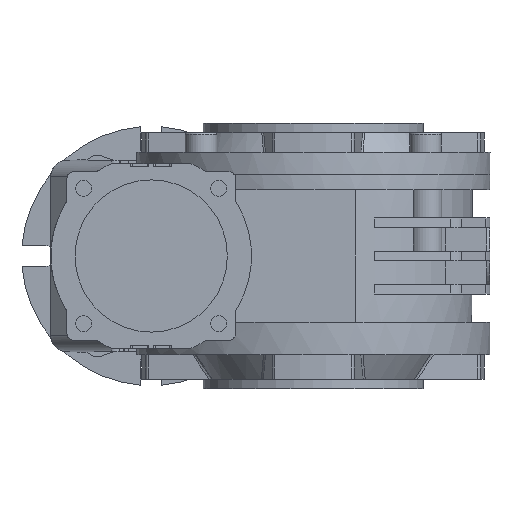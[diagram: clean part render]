
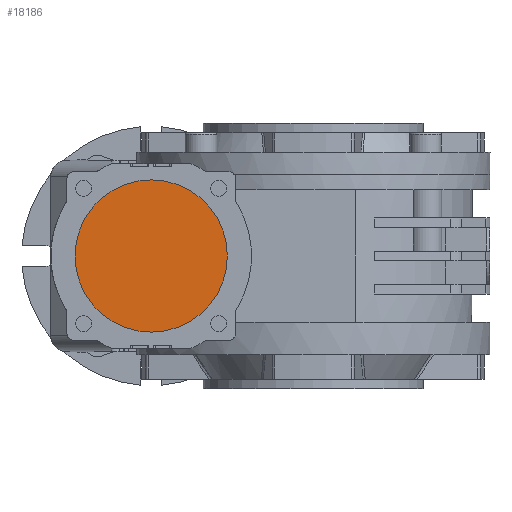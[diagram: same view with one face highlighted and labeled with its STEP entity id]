
A CAD part, left-side view. The second image highlights one B-rep face of the part: STEP entity #18186.
In plain terms, the highlighted planar face has unit normal (-1, 0, 0).
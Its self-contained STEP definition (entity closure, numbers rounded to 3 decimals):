
#644=CIRCLE('',#19101,23.5);
#1784=ORIENTED_EDGE('',*,*,#5629,.T.);
#5629=EDGE_CURVE('',#7523,#7523,#644,.T.);
#7523=VERTEX_POINT('',#26863);
#11170=EDGE_LOOP('',(#1784));
#12138=FACE_BOUND('',#11170,.T.);
#13047=PLANE('',#19103);
#18186=ADVANCED_FACE('',(#12138),#13047,.T.);
#19101=AXIS2_PLACEMENT_3D('',#26862,#21091,#21092);
#19103=AXIS2_PLACEMENT_3D('',#26866,#21095,#21096);
#21091=DIRECTION('',(-1.,0.,0.));
#21092=DIRECTION('',(0.,0.,-1.));
#21095=DIRECTION('',(-1.,0.,0.));
#21096=DIRECTION('',(0.,0.,-1.));
#26862=CARTESIAN_POINT('',(-64.5,50.,0.));
#26863=CARTESIAN_POINT('',(-64.5,50.,-23.5));
#26866=CARTESIAN_POINT('',(-64.5,50.,0.));
